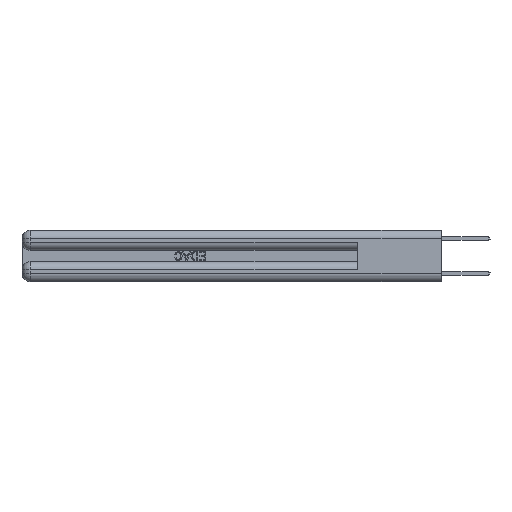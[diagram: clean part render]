
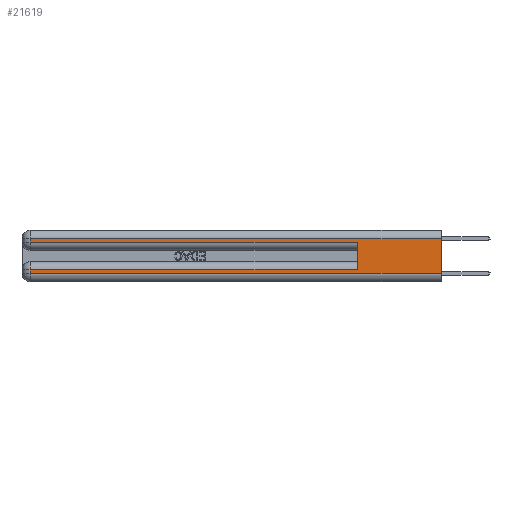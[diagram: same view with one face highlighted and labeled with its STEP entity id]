
A CAD part, left-side view. The second image highlights one B-rep face of the part: STEP entity #21619.
In plain terms, the highlighted planar face has unit normal (-1, 0, 0).
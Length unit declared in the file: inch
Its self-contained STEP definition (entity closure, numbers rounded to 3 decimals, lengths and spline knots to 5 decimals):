
#357 = LINE ( 'NONE', #12649, #14877 ) ;
#1235 = CARTESIAN_POINT ( 'NONE',  ( 0., 0.6, 0.285 ) ) ;
#1964 = DIRECTION ( 'NONE',  ( 0., 0., 1. ) ) ;
#1979 = EDGE_CURVE ( 'NONE', #8797, #10849, #25855, .T. ) ;
#2210 = ORIENTED_EDGE ( 'NONE', *, *, #10821, .T. ) ;
#3674 = ORIENTED_EDGE ( 'NONE', *, *, #25407, .F. ) ;
#4170 = ORIENTED_EDGE ( 'NONE', *, *, #1979, .T. ) ;
#4236 = VECTOR ( 'NONE', #21432, 39.37008 ) ;
#4388 = CARTESIAN_POINT ( 'NONE',  ( 0., 2.94, 0.06 ) ) ;
#4466 = CARTESIAN_POINT ( 'NONE',  ( 0., 2.94, 0.31 ) ) ;
#4816 = DIRECTION ( 'NONE',  ( 0., 0., -1. ) ) ;
#5885 = VECTOR ( 'NONE', #1964, 39.37008 ) ;
#5898 = VERTEX_POINT ( 'NONE', #1235 ) ;
#6554 = VECTOR ( 'NONE', #23731, 39.37008 ) ;
#6836 = LINE ( 'NONE', #28831, #23395 ) ;
#7409 = VERTEX_POINT ( 'NONE', #4388 ) ;
#7723 = VERTEX_POINT ( 'NONE', #13310 ) ;
#8090 = CARTESIAN_POINT ( 'NONE',  ( 0., 0., 0.31 ) ) ;
#8360 = VECTOR ( 'NONE', #29953, 39.37008 ) ;
#8797 = VERTEX_POINT ( 'NONE', #30077 ) ;
#9102 = LINE ( 'NONE', #17935, #6554 ) ;
#9760 = DIRECTION ( 'NONE',  ( 1., 0., 0. ) ) ;
#10525 = CARTESIAN_POINT ( 'NONE',  ( 0., 0.6, 0.145 ) ) ;
#10545 = LINE ( 'NONE', #10525, #5885 ) ;
#10821 = EDGE_CURVE ( 'NONE', #18776, #5898, #9102, .T. ) ;
#10849 = VERTEX_POINT ( 'NONE', #4466 ) ;
#11480 = LINE ( 'NONE', #15870, #4236 ) ;
#12649 = CARTESIAN_POINT ( 'NONE',  ( 0., 0., 0.085 ) ) ;
#12795 = DIRECTION ( 'NONE',  ( 0., -1., 0. ) ) ;
#13032 = LINE ( 'NONE', #32468, #8360 ) ;
#13310 = CARTESIAN_POINT ( 'NONE',  ( 0., 0.6, 0.085 ) ) ;
#14635 = VECTOR ( 'NONE', #4816, 39.37008 ) ;
#14703 = FACE_OUTER_BOUND ( 'NONE', #24775, .T. ) ;
#14877 = VECTOR ( 'NONE', #28695, 39.37008 ) ;
#15592 = ORIENTED_EDGE ( 'NONE', *, *, #18263, .T. ) ;
#15870 = CARTESIAN_POINT ( 'NONE',  ( 0., 2.94, 0.37 ) ) ;
#16096 = ORIENTED_EDGE ( 'NONE', *, *, #32245, .T. ) ;
#16231 = ORIENTED_EDGE ( 'NONE', *, *, #35144, .T. ) ;
#16925 = VECTOR ( 'NONE', #19456, 39.37008 ) ;
#17225 = ORIENTED_EDGE ( 'NONE', *, *, #33368, .F. ) ;
#17935 = CARTESIAN_POINT ( 'NONE',  ( 0., 0., 0.285 ) ) ;
#18263 = EDGE_CURVE ( 'NONE', #7409, #25750, #6836, .T. ) ;
#18517 = EDGE_CURVE ( 'NONE', #7723, #35039, #357, .T. ) ;
#18776 = VERTEX_POINT ( 'NONE', #32882 ) ;
#19456 = DIRECTION ( 'NONE',  ( 0., 1., 0. ) ) ;
#20593 = CARTESIAN_POINT ( 'NONE',  ( 0., 0., 0.37 ) ) ;
#21432 = DIRECTION ( 'NONE',  ( 0., 0., -1. ) ) ;
#21619 = ADVANCED_FACE ( 'NONE', ( #14703 ), #31634, .F. ) ;
#21877 = LINE ( 'NONE', #32155, #14635 ) ;
#23395 = VECTOR ( 'NONE', #12795, 39.37008 ) ;
#23731 = DIRECTION ( 'NONE',  ( 0., -1., 0. ) ) ;
#24775 = EDGE_LOOP ( 'NONE', ( #3674, #4170, #16231, #2210, #17225, #27699, #16096, #15592 ) ) ;
#25407 = EDGE_CURVE ( 'NONE', #8797, #25750, #21877, .T. ) ;
#25750 = VERTEX_POINT ( 'NONE', #33270 ) ;
#25855 = LINE ( 'NONE', #8090, #16925 ) ;
#27110 = CARTESIAN_POINT ( 'NONE',  ( 0., 2.94, 0.085 ) ) ;
#27699 = ORIENTED_EDGE ( 'NONE', *, *, #18517, .T. ) ;
#28695 = DIRECTION ( 'NONE',  ( 0., 1., 0. ) ) ;
#28831 = CARTESIAN_POINT ( 'NONE',  ( 0., 0., 0.06 ) ) ;
#29953 = DIRECTION ( 'NONE',  ( 0., 0., -1. ) ) ;
#30077 = CARTESIAN_POINT ( 'NONE',  ( 0., 0., 0.31 ) ) ;
#31399 = DIRECTION ( 'NONE',  ( 0., 0., -1. ) ) ;
#31634 = PLANE ( 'NONE',  #34580 ) ;
#32155 = CARTESIAN_POINT ( 'NONE',  ( 0., 0., 0.37 ) ) ;
#32245 = EDGE_CURVE ( 'NONE', #35039, #7409, #11480, .T. ) ;
#32468 = CARTESIAN_POINT ( 'NONE',  ( 0., 2.94, 0.37 ) ) ;
#32882 = CARTESIAN_POINT ( 'NONE',  ( 0., 2.94, 0.285 ) ) ;
#33270 = CARTESIAN_POINT ( 'NONE',  ( 0., 0., 0.06 ) ) ;
#33368 = EDGE_CURVE ( 'NONE', #7723, #5898, #10545, .T. ) ;
#34580 = AXIS2_PLACEMENT_3D ( 'NONE', #20593, #9760, #31399 ) ;
#35039 = VERTEX_POINT ( 'NONE', #27110 ) ;
#35144 = EDGE_CURVE ( 'NONE', #10849, #18776, #13032, .T. ) ;
